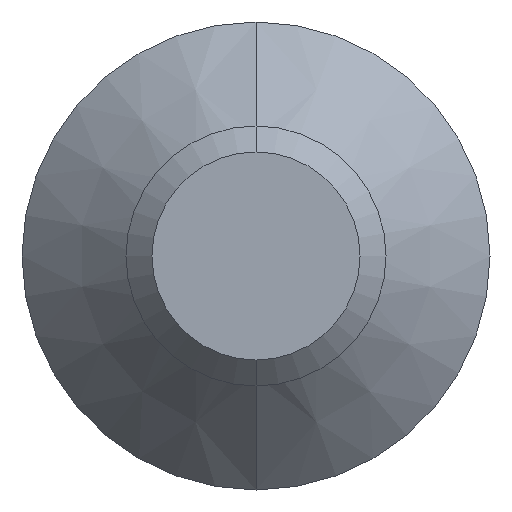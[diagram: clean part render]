
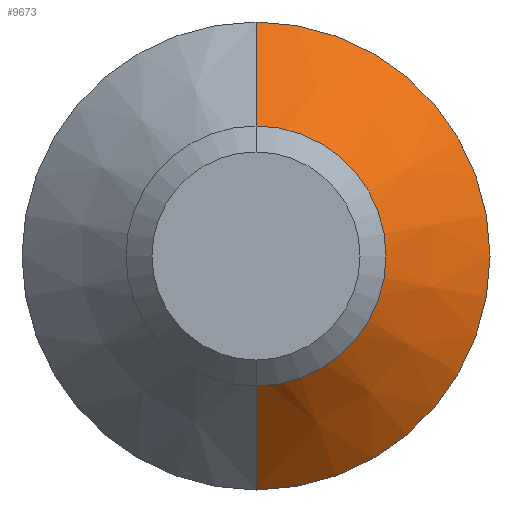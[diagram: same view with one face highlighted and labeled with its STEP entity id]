
A CAD part, front view. The second image highlights one B-rep face of the part: STEP entity #9673.
In plain terms, the highlighted conical face has half-angle 45 degrees and reference radius 2.3 mm.
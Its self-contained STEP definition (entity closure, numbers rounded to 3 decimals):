
#25 = EDGE_LOOP ( 'NONE', ( #4916, #8861, #5111, #3936 ) ) ;
#188 = DIRECTION ( 'NONE',  ( 0., 1., 0. ) ) ;
#239 = CARTESIAN_POINT ( 'NONE',  ( 0., 13.5, 0. ) ) ;
#352 = CARTESIAN_POINT ( 'NONE',  ( 0., 13.5, -2.3 ) ) ;
#519 = EDGE_CURVE ( 'NONE', #5751, #12388, #7678, .T. ) ;
#1217 = CARTESIAN_POINT ( 'NONE',  ( 0., 13.5, 0. ) ) ;
#1336 = EDGE_CURVE ( 'NONE', #5751, #11028, #10879, .T. ) ;
#1417 = DIRECTION ( 'NONE',  ( 0., 0., 1. ) ) ;
#1742 = DIRECTION ( 'NONE',  ( 0., 0.707, -0.707 ) ) ;
#2328 = CARTESIAN_POINT ( 'NONE',  ( 0., 15.7, 4.5 ) ) ;
#2581 = EDGE_CURVE ( 'NONE', #11028, #6145, #3271, .T. ) ;
#3271 = LINE ( 'NONE', #13505, #9689 ) ;
#3341 = DIRECTION ( 'NONE',  ( 0., 0., -1. ) ) ;
#3936 = ORIENTED_EDGE ( 'NONE', *, *, #2581, .F. ) ;
#4506 = AXIS2_PLACEMENT_3D ( 'NONE', #239, #188, #1417 ) ;
#4916 = ORIENTED_EDGE ( 'NONE', *, *, #1336, .F. ) ;
#5111 = ORIENTED_EDGE ( 'NONE', *, *, #12434, .T. ) ;
#5751 = VERTEX_POINT ( 'NONE', #352 ) ;
#6145 = VERTEX_POINT ( 'NONE', #2328 ) ;
#6317 = CARTESIAN_POINT ( 'NONE',  ( 0., 13.5, -2.3 ) ) ;
#7253 = DIRECTION ( 'NONE',  ( 0., 0., -1. ) ) ;
#7300 = DIRECTION ( 'NONE',  ( 0., -1., 0. ) ) ;
#7474 = CARTESIAN_POINT ( 'NONE',  ( 0., 13.5, 2.3 ) ) ;
#7678 = LINE ( 'NONE', #6317, #11423 ) ;
#8357 = CARTESIAN_POINT ( 'NONE',  ( 0., 15.7, -4.5 ) ) ;
#8631 = AXIS2_PLACEMENT_3D ( 'NONE', #1217, #13708, #3341 ) ;
#8830 = DIRECTION ( 'NONE',  ( 0., 0.707, 0.707 ) ) ;
#8861 = ORIENTED_EDGE ( 'NONE', *, *, #519, .T. ) ;
#9258 = CIRCLE ( 'NONE', #10055, 4.5 ) ;
#9502 = CARTESIAN_POINT ( 'NONE',  ( 0., 15.7, 0. ) ) ;
#9673 = ADVANCED_FACE ( 'NONE', ( #12580 ), #13230, .T. ) ;
#9689 = VECTOR ( 'NONE', #8830, 1000. ) ;
#10055 = AXIS2_PLACEMENT_3D ( 'NONE', #9502, #7300, #7253 ) ;
#10879 = CIRCLE ( 'NONE', #8631, 2.3 ) ;
#11028 = VERTEX_POINT ( 'NONE', #7474 ) ;
#11423 = VECTOR ( 'NONE', #1742, 1000. ) ;
#12388 = VERTEX_POINT ( 'NONE', #8357 ) ;
#12434 = EDGE_CURVE ( 'NONE', #12388, #6145, #9258, .T. ) ;
#12580 = FACE_OUTER_BOUND ( 'NONE', #25, .T. ) ;
#13230 = CONICAL_SURFACE ( 'NONE', #4506, 2.3, 0.785 ) ;
#13505 = CARTESIAN_POINT ( 'NONE',  ( 0., 13.5, 2.3 ) ) ;
#13708 = DIRECTION ( 'NONE',  ( 0., -1., 0. ) ) ;
